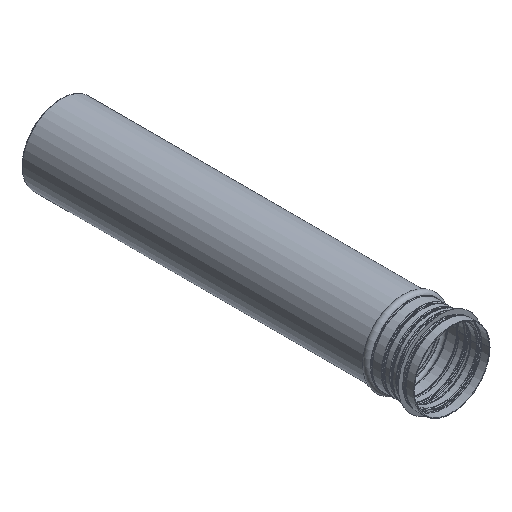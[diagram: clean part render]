
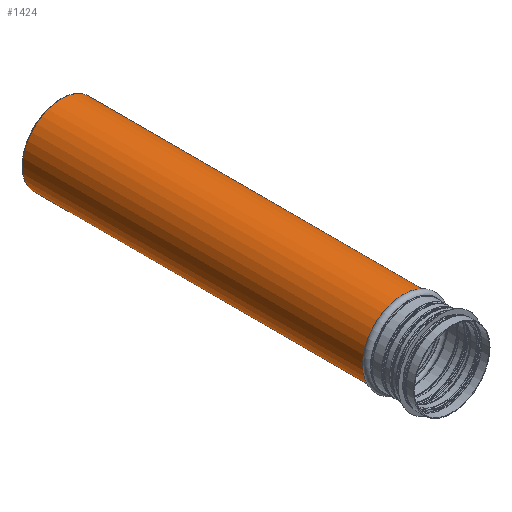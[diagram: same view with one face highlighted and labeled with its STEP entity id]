
A CAD part, isometric view. The second image highlights one B-rep face of the part: STEP entity #1424.
In plain terms, the highlighted cylindrical face has radius 64.85 mm (diameter 129.7 mm), a full revolution.
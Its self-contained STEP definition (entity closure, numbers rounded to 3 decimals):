
#94=CYLINDRICAL_SURFACE('',#1587,64.85);
#115=FACE_OUTER_BOUND('',#217,.T.);
#217=EDGE_LOOP('',(#908,#909,#910,#911));
#335=CIRCLE('',#1582,64.85);
#337=CIRCLE('',#1586,64.85);
#442=LINE('',#2325,#526);
#443=LINE('',#2326,#527);
#526=VECTOR('',#1817,10.);
#527=VECTOR('',#1818,10.);
#604=VERTEX_POINT('',#2304);
#607=VERTEX_POINT('',#2309);
#610=VERTEX_POINT('',#2319);
#611=VERTEX_POINT('',#2321);
#713=EDGE_CURVE('',#607,#604,#335,.T.);
#718=EDGE_CURVE('',#611,#610,#337,.T.);
#720=EDGE_CURVE('',#610,#604,#442,.T.);
#721=EDGE_CURVE('',#607,#611,#443,.T.);
#908=ORIENTED_EDGE('',*,*,#720,.T.);
#909=ORIENTED_EDGE('',*,*,#713,.F.);
#910=ORIENTED_EDGE('',*,*,#721,.T.);
#911=ORIENTED_EDGE('',*,*,#718,.T.);
#1424=ADVANCED_FACE('',(#115),#94,.T.);
#1582=AXIS2_PLACEMENT_3D('',#2311,#1801,#1802);
#1586=AXIS2_PLACEMENT_3D('',#2322,#1812,#1813);
#1587=AXIS2_PLACEMENT_3D('',#2324,#1815,#1816);
#1801=DIRECTION('center_axis',(0.,-1.,0.));
#1802=DIRECTION('ref_axis',(1.,0.,0.));
#1812=DIRECTION('center_axis',(0.,-1.,0.));
#1813=DIRECTION('ref_axis',(1.,0.,0.));
#1815=DIRECTION('center_axis',(0.,-1.,0.));
#1816=DIRECTION('ref_axis',(1.,0.,0.));
#1817=DIRECTION('',(0.,-1.,0.));
#1818=DIRECTION('',(0.,1.,0.));
#2304=CARTESIAN_POINT('',(64.85,0.,-0.001));
#2309=CARTESIAN_POINT('',(64.85,0.,0.));
#2311=CARTESIAN_POINT('Origin',(0.,0.,0.));
#2319=CARTESIAN_POINT('',(64.85,570.,-0.001));
#2321=CARTESIAN_POINT('',(64.85,570.,0.));
#2322=CARTESIAN_POINT('Origin',(0.,570.,0.));
#2324=CARTESIAN_POINT('Origin',(0.,285.,0.));
#2325=CARTESIAN_POINT('',(64.85,0.,-0.001));
#2326=CARTESIAN_POINT('',(64.85,0.,0.));
